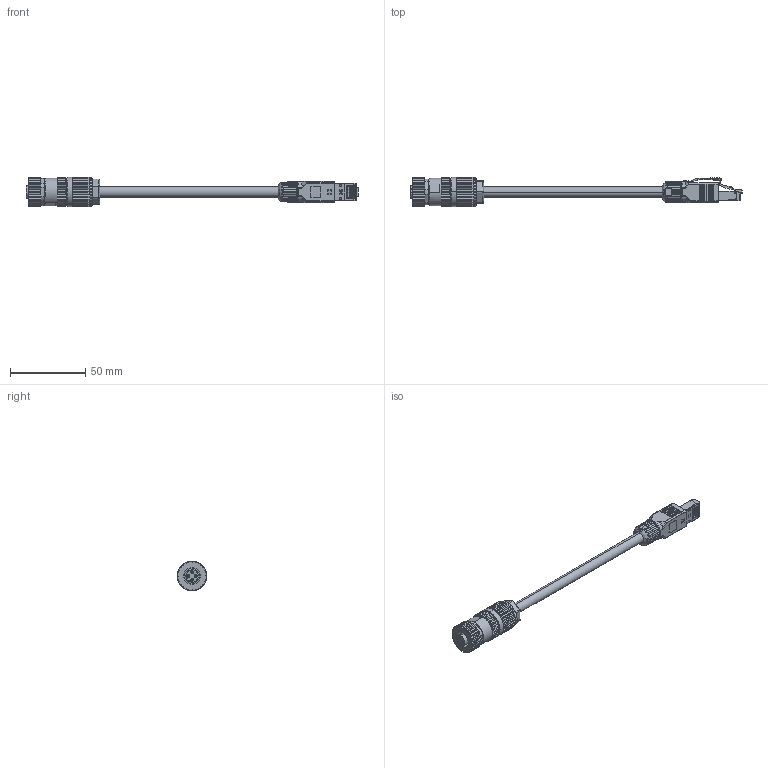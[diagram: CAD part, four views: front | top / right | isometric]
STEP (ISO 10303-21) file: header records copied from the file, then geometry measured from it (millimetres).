
FILE_DESCRIPTION (( 'STEP AP214' ), '1' );
FILE_NAME ('TRGPA403_3D.STEP', '2020-03-04T14:46:23', ( '' ), ( '' ), 'SwSTEP 2.0', 'SolidWorks 2018', '' );
FILE_SCHEMA (( 'AUTOMOTIVE_DESIGN' ));
Length unit declared in the file: inch
Products named in the file (4): TRGPA403_3D; 1AL04-078_1AL03-152; M12FT4DFS; TSPFTPFNS_Without Gormmet
Assembly tree (3 placements, depth 2):
  TRGPA403_3D
    1AL04-078_1AL03-152
    TSPFTPFNS_Without Gormmet
    M12FT4DFS
Bounding box: 221.22 x 19.6 x 19.6 mm (x, y, z)
Volume: 17714.5 mm3; surface area: 17459.8 mm2
Topology: 2 solids, 8 shells, 2190 faces, 5682 edges, 3504 vertices
Faces by surface type: bspline 1693, plane 295, cylinder 134, cone 64, torus 4
Entity records: 96766 total; most frequent: CARTESIAN_POINT 47206, ORIENTED_EDGE 11126, DIRECTION 6836, EDGE_CURVE 5681, VERTEX_POINT 3504, LINE 3206, VECTOR 3206, EDGE_LOOP 2265
